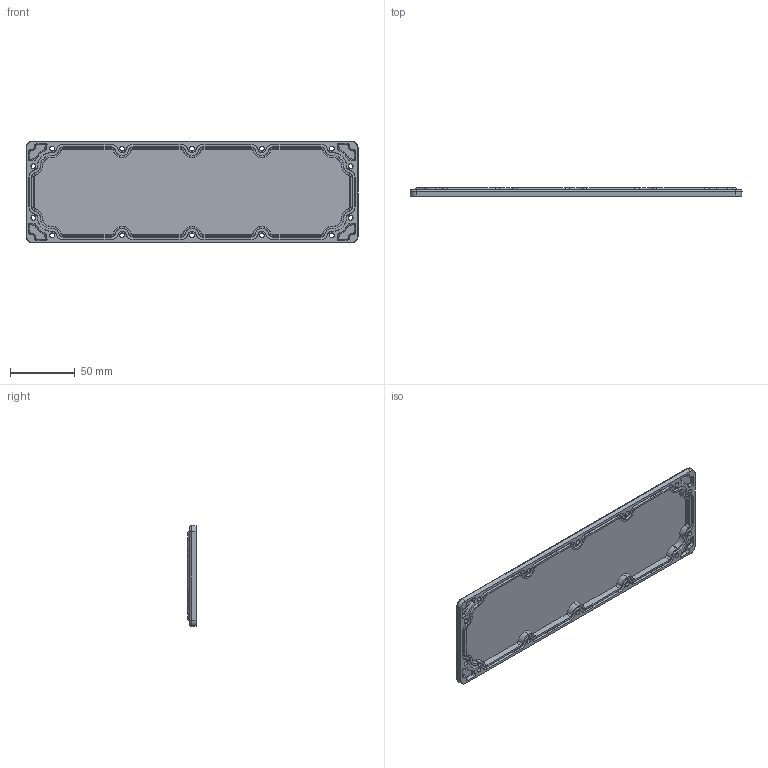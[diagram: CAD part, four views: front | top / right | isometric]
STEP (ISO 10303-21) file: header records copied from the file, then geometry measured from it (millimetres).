
FILE_DESCRIPTION (( 'STEP AP214' ), '1' );
FILE_NAME ('LD90H1-T120_20190709-KH.stp', '2022-02-09T08:52:59', ( 'Windows 蚚誧' ), ( '' ), 'SwSTEP 2.0', 'SolidWorks 2019', '' );
FILE_SCHEMA (( 'AUTOMOTIVE_DESIGN' ));
Length unit declared in the file: millimetre
Products named in the file (1): LD90H1-T120_20190709-KH
Bounding box: 256.49 x 6.4 x 78.49 mm (x, y, z)
Volume: 47518.4 mm3; surface area: 49146.2 mm2
Topology: 1 solids, 1 shells, 502 faces, 1319 edges, 847 vertices
Faces by surface type: cone 273, plane 99, bspline 71, cylinder 33, torus 26
Entity records: 23572 total; most frequent: CARTESIAN_POINT 5971, DIRECTION 2707, ORIENTED_EDGE 2638, EDGE_CURVE 1319, AXIS2_PLACEMENT_3D 1117, VERTEX_POINT 847, CIRCLE 685, EDGE_LOOP 558
